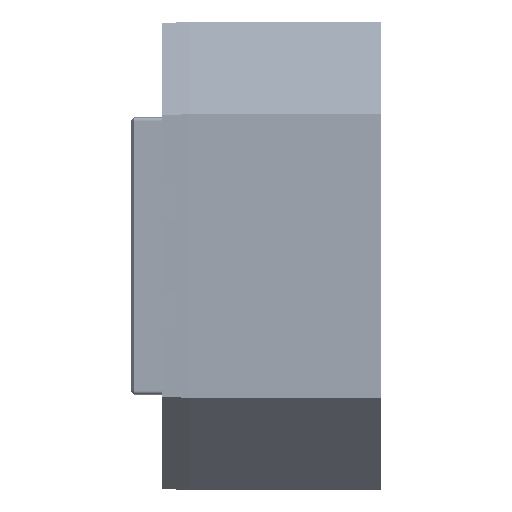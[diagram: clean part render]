
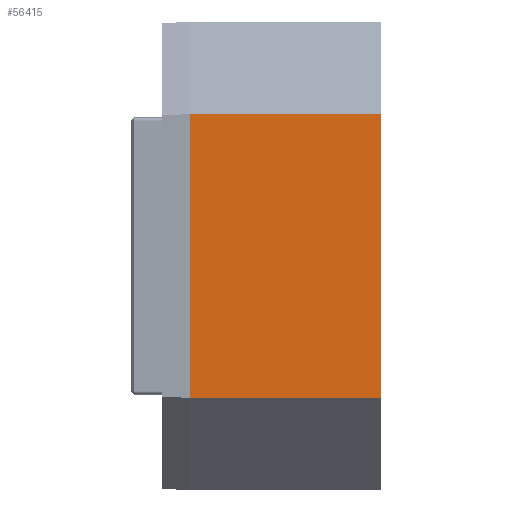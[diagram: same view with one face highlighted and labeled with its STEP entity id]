
A CAD part, left-side view. The second image highlights one B-rep face of the part: STEP entity #56415.
In plain terms, the highlighted planar face has unit normal (-1, 0, 0).
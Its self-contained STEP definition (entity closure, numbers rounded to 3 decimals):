
#206 = CARTESIAN_POINT ( 'NONE',  ( -104., 23., 31. ) ) ;
#1855 = LINE ( 'NONE', #206, #19274 ) ;
#3828 = FACE_OUTER_BOUND ( 'NONE', #79134, .T. ) ;
#11137 = CARTESIAN_POINT ( 'NONE',  ( -104., -23., 0. ) ) ;
#11447 = AXIS2_PLACEMENT_3D ( 'NONE', #160578, #144922, #41537 ) ;
#13147 = VECTOR ( 'NONE', #68229, 1000. ) ;
#13601 = VECTOR ( 'NONE', #80364, 1000. ) ;
#15178 = VECTOR ( 'NONE', #49715, 1000. ) ;
#19274 = VECTOR ( 'NONE', #92506, 1000. ) ;
#29146 = LINE ( 'NONE', #29969, #13601 ) ;
#29969 = CARTESIAN_POINT ( 'NONE',  ( -104., -23., 0. ) ) ;
#30872 = EDGE_CURVE ( 'NONE', #137940, #128022, #1855, .T. ) ;
#36285 = LINE ( 'NONE', #111918, #15178 ) ;
#41537 = DIRECTION ( 'NONE',  ( 0., 1., 0. ) ) ;
#49715 = DIRECTION ( 'NONE',  ( 0., -1., 0. ) ) ;
#52415 = ORIENTED_EDGE ( 'NONE', *, *, #30872, .T. ) ;
#52468 = EDGE_CURVE ( 'NONE', #128022, #140749, #29146, .T. ) ;
#56415 = ADVANCED_FACE ( 'NONE', ( #3828 ), #77706, .F. ) ;
#68229 = DIRECTION ( 'NONE',  ( 0., 0., -1. ) ) ;
#76654 = ORIENTED_EDGE ( 'NONE', *, *, #89255, .F. ) ;
#77706 = PLANE ( 'NONE',  #11447 ) ;
#79134 = EDGE_LOOP ( 'NONE', ( #145150, #138884, #76654, #52415 ) ) ;
#80364 = DIRECTION ( 'NONE',  ( 0., -1., 0. ) ) ;
#89255 = EDGE_CURVE ( 'NONE', #137940, #120817, #36285, .T. ) ;
#92151 = EDGE_CURVE ( 'NONE', #120817, #140749, #134611, .T. ) ;
#92506 = DIRECTION ( 'NONE',  ( 0., 0., -1. ) ) ;
#111918 = CARTESIAN_POINT ( 'NONE',  ( -104., -23., 31. ) ) ;
#120817 = VERTEX_POINT ( 'NONE', #128676 ) ;
#128022 = VERTEX_POINT ( 'NONE', #141790 ) ;
#128676 = CARTESIAN_POINT ( 'NONE',  ( -104., -23., 31. ) ) ;
#134611 = LINE ( 'NONE', #145596, #13147 ) ;
#137940 = VERTEX_POINT ( 'NONE', #162002 ) ;
#138884 = ORIENTED_EDGE ( 'NONE', *, *, #92151, .F. ) ;
#140749 = VERTEX_POINT ( 'NONE', #11137 ) ;
#141790 = CARTESIAN_POINT ( 'NONE',  ( -104., 23., 0. ) ) ;
#144922 = DIRECTION ( 'NONE',  ( 1., 0., 0. ) ) ;
#145150 = ORIENTED_EDGE ( 'NONE', *, *, #52468, .T. ) ;
#145596 = CARTESIAN_POINT ( 'NONE',  ( -104., -23., 31. ) ) ;
#160578 = CARTESIAN_POINT ( 'NONE',  ( -104., -23., 31. ) ) ;
#162002 = CARTESIAN_POINT ( 'NONE',  ( -104., 23., 31. ) ) ;
